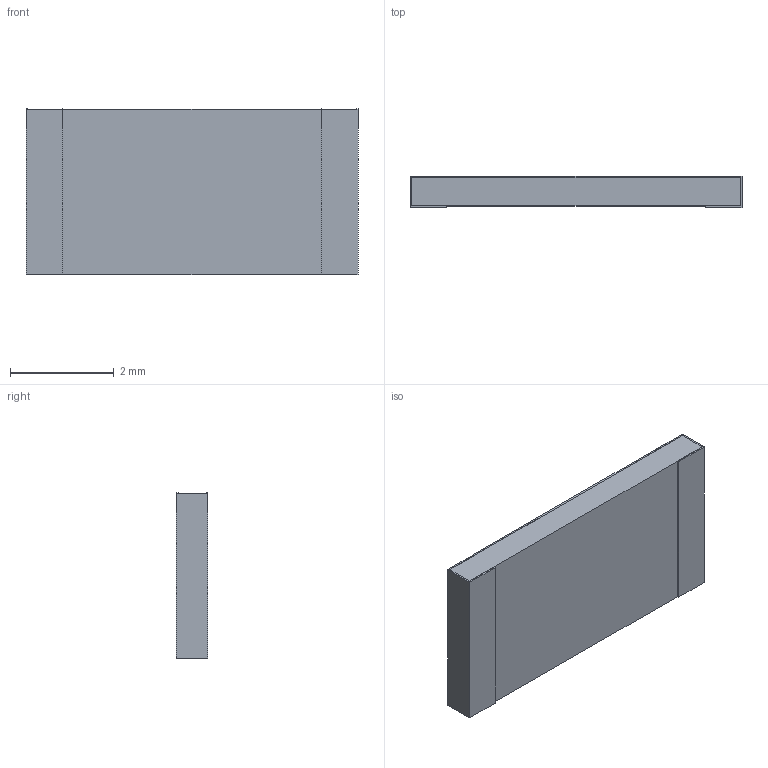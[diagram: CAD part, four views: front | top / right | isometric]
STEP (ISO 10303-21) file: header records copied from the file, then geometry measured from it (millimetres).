
FILE_DESCRIPTION( ( '' ), ' ' );
FILE_NAME( '58ff2ef0c71b75104d6ce4ed.step', '2017-04-25T11:12:38', ( '' ), ( '' ), ' ', ' ', ' ' );
FILE_SCHEMA( ( 'AUTOMOTIVE_DESIGN { 1 0 10303 214 1 1 1 1 }' ) );
Length unit declared in the file: metre
Products named in the file (4): 1; 2; 3; 4
Bounding box: 6.4 x 0.6 x 3.2 mm (x, y, z)
Volume: 11.9 mm3; surface area: 109.2 mm2
Topology: 4 solids, 4 shells, 80 faces, 204 edges, 136 vertices
Faces by surface type: plane 60, extrusion 20
Entity records: 3958 total; most frequent: CARTESIAN_POINT 1408, ORIENTED_EDGE 408, DIRECTION 312, EDGE_CURVE 204, VECTOR 184, LINE 164, VERTEX_POINT 136, EDGE_LOOP 84
